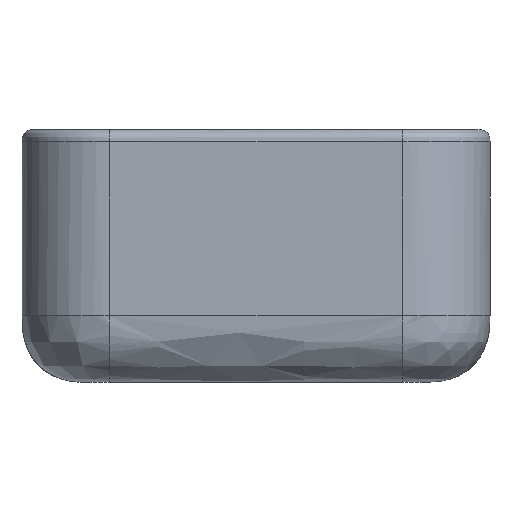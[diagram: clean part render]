
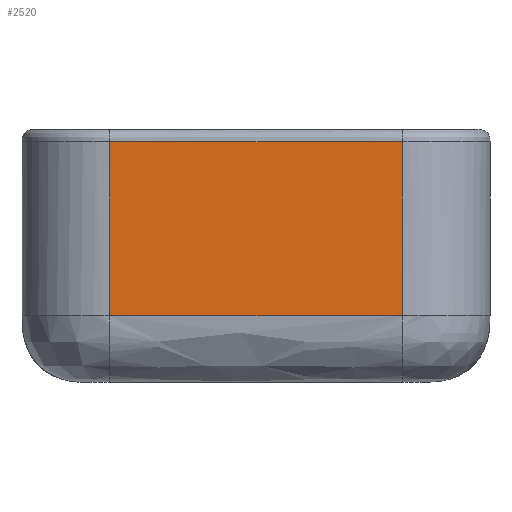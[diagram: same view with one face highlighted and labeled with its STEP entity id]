
A CAD part, left-side view. The second image highlights one B-rep face of the part: STEP entity #2520.
In plain terms, the highlighted planar face has unit normal (-1, 0, 0).
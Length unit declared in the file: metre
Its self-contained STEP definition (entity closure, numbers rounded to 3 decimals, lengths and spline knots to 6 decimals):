
#189=B_SPLINE_CURVE_WITH_KNOTS('',3,(#3424,#3425,#3426,#3427),
 .UNSPECIFIED.,.F.,.F.,(4,4),(0.,1.),.UNSPECIFIED.);
#190=B_SPLINE_CURVE_WITH_KNOTS('',3,(#3431,#3432,#3433,#3434),
 .UNSPECIFIED.,.F.,.F.,(4,4),(0.,1.),.UNSPECIFIED.);
#589=ORIENTED_EDGE('',*,*,#1379,.F.);
#590=ORIENTED_EDGE('',*,*,#1381,.T.);
#591=ORIENTED_EDGE('',*,*,#1382,.T.);
#592=ORIENTED_EDGE('',*,*,#1383,.T.);
#1379=EDGE_CURVE('',#1770,#1771,#1975,.T.);
#1381=EDGE_CURVE('',#1770,#1772,#189,.T.);
#1382=EDGE_CURVE('',#1772,#1773,#1976,.T.);
#1383=EDGE_CURVE('',#1773,#1771,#190,.T.);
#1770=VERTEX_POINT('',#3415);
#1771=VERTEX_POINT('',#3417);
#1772=VERTEX_POINT('',#3428);
#1773=VERTEX_POINT('',#3430);
#1975=LINE('',#3416,#2074);
#1976=LINE('',#3429,#2075);
#2074=VECTOR('',#2892,1.);
#2075=VECTOR('',#2895,1.);
#2127=EDGE_LOOP('',(#589,#590,#591,#592));
#2299=FACE_BOUND('',#2127,.T.);
#2464=PLANE('',#2713);
#2520=ADVANCED_FACE('',(#2299),#2464,.T.);
#2713=AXIS2_PLACEMENT_3D('',#3423,#2893,#2894);
#2892=DIRECTION('',(0.,0.,-1.));
#2893=DIRECTION('',(-1.,0.,0.));
#2894=DIRECTION('',(0.,0.,1.));
#2895=DIRECTION('',(0.,0.,-1.));
#3415=CARTESIAN_POINT('',(-0.03675,-0.01205,0.0024));
#3416=CARTESIAN_POINT('',(-0.03675,-0.01205,0.003402));
#3417=CARTESIAN_POINT('',(-0.03675,-0.01205,-0.0119));
#3423=CARTESIAN_POINT('',(-0.03675,0.,0.003402));
#3424=CARTESIAN_POINT('',(-0.03675,-0.01205,0.0024));
#3425=CARTESIAN_POINT('',(-0.03675,-0.004017,0.0024));
#3426=CARTESIAN_POINT('',(-0.03675,0.004017,0.0024));
#3427=CARTESIAN_POINT('',(-0.03675,0.01205,0.0024));
#3428=CARTESIAN_POINT('',(-0.03675,0.01205,0.0024));
#3429=CARTESIAN_POINT('',(-0.03675,0.01205,0.003402));
#3430=CARTESIAN_POINT('',(-0.03675,0.01205,-0.0119));
#3431=CARTESIAN_POINT('',(-0.03675,0.01205,-0.0119));
#3432=CARTESIAN_POINT('',(-0.03675,0.004017,-0.0119));
#3433=CARTESIAN_POINT('',(-0.03675,-0.004017,-0.0119));
#3434=CARTESIAN_POINT('',(-0.03675,-0.01205,-0.0119));
